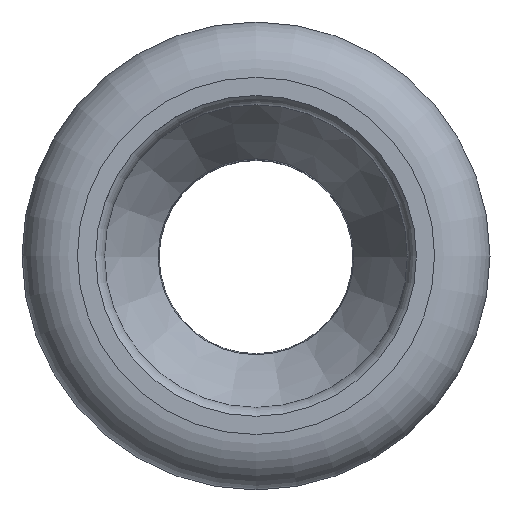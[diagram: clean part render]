
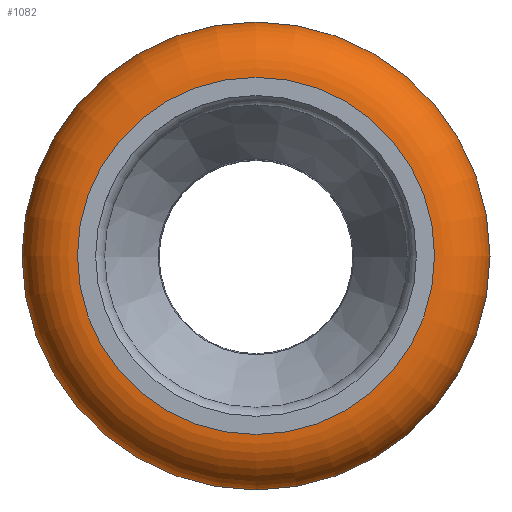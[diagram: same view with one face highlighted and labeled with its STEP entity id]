
A CAD part, top view. The second image highlights one B-rep face of the part: STEP entity #1082.
In plain terms, the highlighted toroidal (fillet/blend) face has major radius 8.85 mm and minor radius 2.75 mm.
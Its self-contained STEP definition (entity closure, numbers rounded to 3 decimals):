
#296=FACE_OUTER_BOUND('',#367,.T.);
#367=EDGE_LOOP('',(#918,#919,#920,#921));
#412=CIRCLE('',#1149,11.103);
#417=CIRCLE('',#1166,8.85);
#418=CIRCLE('',#1167,2.75);
#493=VERTEX_POINT('',#2040);
#523=VERTEX_POINT('',#2824);
#603=EDGE_CURVE('',#493,#493,#412,.T.);
#662=EDGE_CURVE('',#523,#523,#417,.T.);
#663=EDGE_CURVE('',#523,#493,#418,.T.);
#918=ORIENTED_EDGE('',*,*,#662,.F.);
#919=ORIENTED_EDGE('',*,*,#663,.T.);
#920=ORIENTED_EDGE('',*,*,#603,.T.);
#921=ORIENTED_EDGE('',*,*,#663,.F.);
#1036=TOROIDAL_SURFACE('',#1165,8.85,2.75);
#1082=ADVANCED_FACE('',(#296),#1036,.T.);
#1149=AXIS2_PLACEMENT_3D('',#2041,#1280,#1281);
#1165=AXIS2_PLACEMENT_3D('',#2823,#1340,#1341);
#1166=AXIS2_PLACEMENT_3D('',#2825,#1342,#1343);
#1167=AXIS2_PLACEMENT_3D('',#2826,#1344,#1345);
#1280=DIRECTION('center_axis',(0.,0.,1.));
#1281=DIRECTION('ref_axis',(1.,0.,0.));
#1340=DIRECTION('center_axis',(0.,0.,1.));
#1341=DIRECTION('ref_axis',(1.,0.,0.));
#1342=DIRECTION('center_axis',(0.,0.,1.));
#1343=DIRECTION('ref_axis',(1.,0.,0.));
#1344=DIRECTION('center_axis',(0.,-1.,0.));
#1345=DIRECTION('ref_axis',(-1.,0.,0.));
#2040=CARTESIAN_POINT('',(-11.103,0.,38.173));
#2041=CARTESIAN_POINT('Origin',(0.,0.,38.173));
#2823=CARTESIAN_POINT('Origin',(0.,0.,39.75));
#2824=CARTESIAN_POINT('',(-8.85,0.,42.5));
#2825=CARTESIAN_POINT('Origin',(0.,0.,42.5));
#2826=CARTESIAN_POINT('Origin',(-8.85,0.,
39.75));
